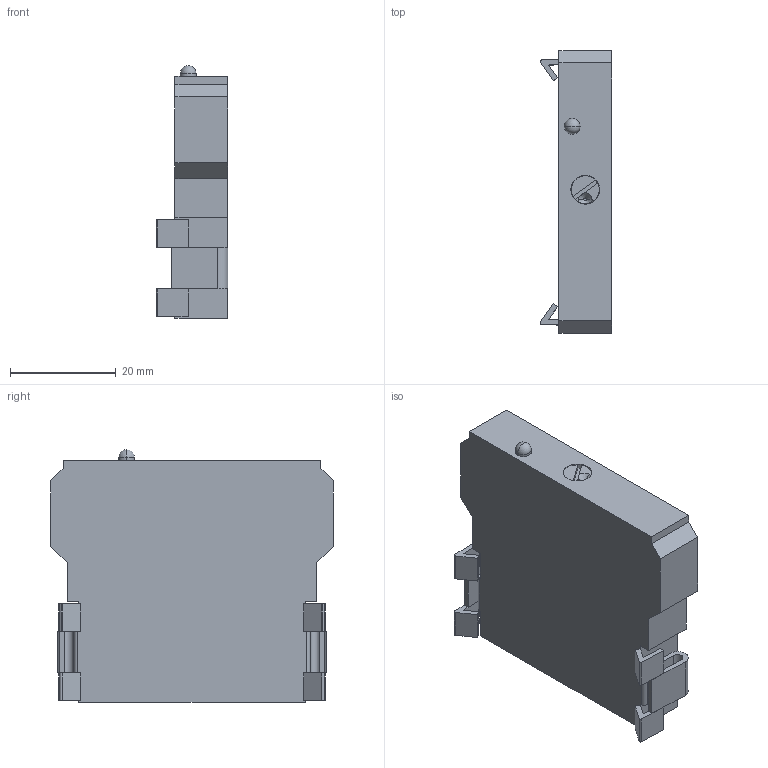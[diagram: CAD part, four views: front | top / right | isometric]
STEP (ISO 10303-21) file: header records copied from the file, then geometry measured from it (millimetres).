
FILE_DESCRIPTION (( 'STEP AP214' ), '1' );
FILE_NAME ('TETC0-U030S-D61.STEP', '2014-02-03T18:39:41', ( '' ), ( '' ), 'SwSTEP 2.0', 'SolidWorks 2013', '' );
FILE_SCHEMA (( 'AUTOMOTIVE_DESIGN' ));
Length unit declared in the file: millimetre
Products named in the file (1): TETC0-U030S-D61
Bounding box: 13.54 x 53.5 x 47.9 mm (x, y, z)
Volume: 22365.5 mm3; surface area: 7471.3 mm2
Topology: 3 solids, 3 shells, 102 faces, 270 edges, 173 vertices
Faces by surface type: plane 76, cylinder 22, sphere 2, cone 2
Entity records: 4221 total; most frequent: CARTESIAN_POINT 560, ORIENTED_EDGE 532, DIRECTION 525, EDGE_CURVE 266, LINE 209, VECTOR 209, VERTEX_POINT 171, AXIS2_PLACEMENT_3D 158
